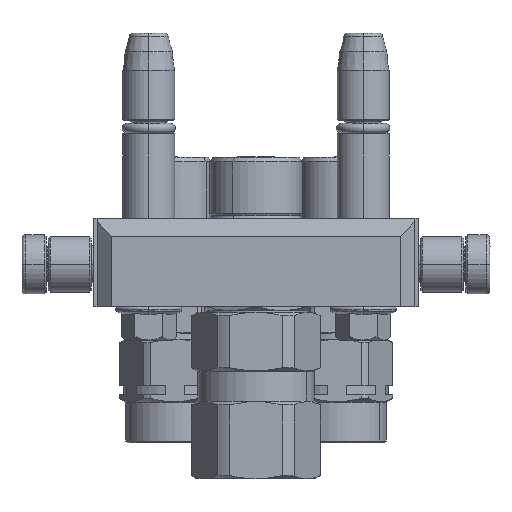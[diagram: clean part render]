
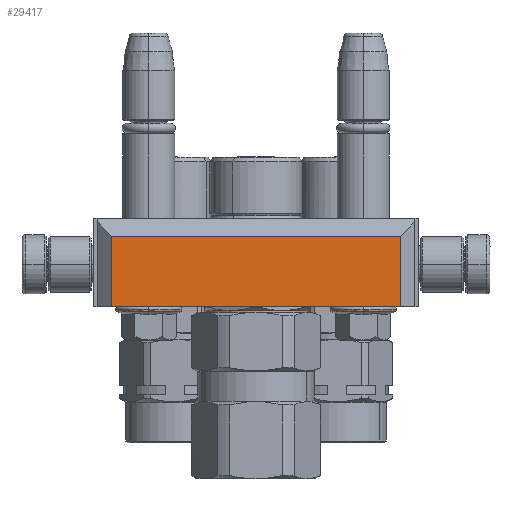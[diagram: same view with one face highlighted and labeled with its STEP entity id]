
A CAD part, left-side view. The second image highlights one B-rep face of the part: STEP entity #29417.
In plain terms, the highlighted face is planar.
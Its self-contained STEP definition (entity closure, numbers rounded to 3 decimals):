
#246 = ORIENTED_EDGE ( 'NONE', *, *, #30144, .F. ) ;
#3855 = DIRECTION ( 'NONE',  ( 1., 0., 0. ) ) ;
#6065 = CARTESIAN_POINT ( 'NONE',  ( 39., 42.75, 5. ) ) ;
#7028 = LINE ( 'NONE', #23607, #59161 ) ;
#8695 = CARTESIAN_POINT ( 'NONE',  ( 39., 42.75, 24. ) ) ;
#8714 = VERTEX_POINT ( 'NONE', #44363 ) ;
#9779 = DIRECTION ( 'NONE',  ( 0., 0., -1. ) ) ;
#15279 = VECTOR ( 'NONE', #43090, 1000. ) ;
#18079 = CARTESIAN_POINT ( 'NONE',  ( -39., 42.75, 24. ) ) ;
#18457 = DIRECTION ( 'NONE',  ( 0., 1., 0. ) ) ;
#20065 = ORIENTED_EDGE ( 'NONE', *, *, #26899, .F. ) ;
#22606 = DIRECTION ( 'NONE',  ( -1., 0., 0. ) ) ;
#23607 = CARTESIAN_POINT ( 'NONE',  ( -39., 42.75, 5. ) ) ;
#23910 = ORIENTED_EDGE ( 'NONE', *, *, #47891, .T. ) ;
#24278 = CARTESIAN_POINT ( 'NONE',  ( 39., 42.75, 24. ) ) ;
#24425 = VERTEX_POINT ( 'NONE', #6065 ) ;
#25968 = CARTESIAN_POINT ( 'NONE',  ( -39., 42.75, 24. ) ) ;
#26899 = EDGE_CURVE ( 'NONE', #8714, #28710, #55945, .T. ) ;
#28009 = EDGE_CURVE ( 'NONE', #28710, #28403, #28509, .T. ) ;
#28403 = VERTEX_POINT ( 'NONE', #44082 ) ;
#28486 = PLANE ( 'NONE',  #34168 ) ;
#28509 = LINE ( 'NONE', #18079, #15279 ) ;
#28710 = VERTEX_POINT ( 'NONE', #25968 ) ;
#29417 = ADVANCED_FACE ( 'NONE', ( #39028 ), #28486, .T. ) ;
#29524 = VECTOR ( 'NONE', #42822, 1000. ) ;
#30144 = EDGE_CURVE ( 'NONE', #28403, #24425, #7028, .T. ) ;
#30874 = LINE ( 'NONE', #24278, #45674 ) ;
#34168 = AXIS2_PLACEMENT_3D ( 'NONE', #63242, #18457, #22606 ) ;
#39028 = FACE_OUTER_BOUND ( 'NONE', #45371, .T. ) ;
#42822 = DIRECTION ( 'NONE',  ( -1., 0., 0. ) ) ;
#43090 = DIRECTION ( 'NONE',  ( 0., 0., -1. ) ) ;
#44082 = CARTESIAN_POINT ( 'NONE',  ( -39., 42.75, 5. ) ) ;
#44363 = CARTESIAN_POINT ( 'NONE',  ( 39., 42.75, 24. ) ) ;
#44836 = ORIENTED_EDGE ( 'NONE', *, *, #28009, .F. ) ;
#45371 = EDGE_LOOP ( 'NONE', ( #20065, #23910, #246, #44836 ) ) ;
#45674 = VECTOR ( 'NONE', #9779, 1000. ) ;
#47891 = EDGE_CURVE ( 'NONE', #8714, #24425, #30874, .T. ) ;
#55945 = LINE ( 'NONE', #8695, #29524 ) ;
#59161 = VECTOR ( 'NONE', #3855, 1000. ) ;
#63242 = CARTESIAN_POINT ( 'NONE',  ( 44., 42.75, 0. ) ) ;
